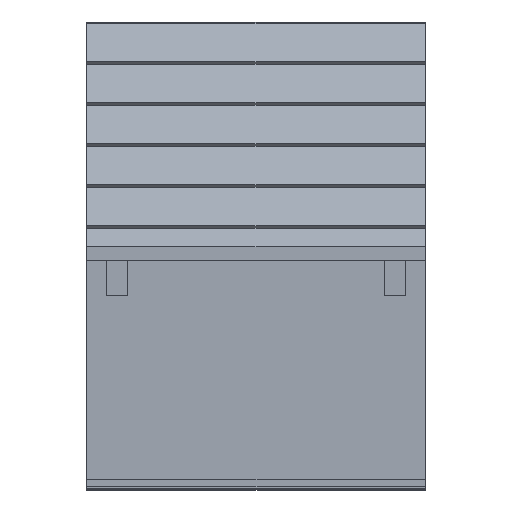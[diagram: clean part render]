
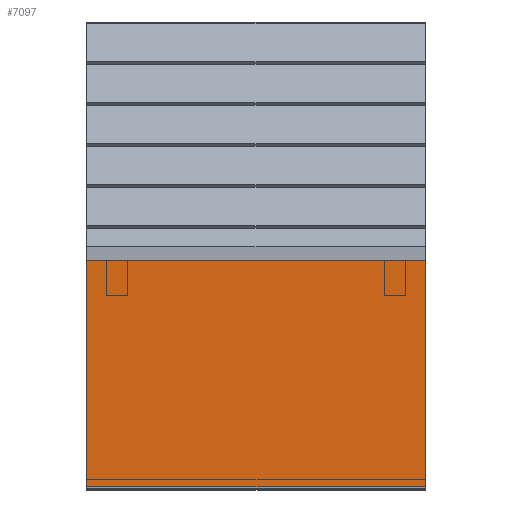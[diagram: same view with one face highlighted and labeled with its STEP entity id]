
A CAD part, top view. The second image highlights one B-rep face of the part: STEP entity #7097.
In plain terms, the highlighted planar face has unit normal (0, 0, 1).
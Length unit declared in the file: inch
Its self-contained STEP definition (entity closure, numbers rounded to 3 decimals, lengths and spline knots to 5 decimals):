
#44 = LINE ( 'NONE', #130, #5074 ) ;
#130 = CARTESIAN_POINT ( 'NONE',  ( 21.875, -9.06819, 96.53323 ) ) ;
#331 = VECTOR ( 'NONE', #5737, 39.37008 ) ;
#347 = CIRCLE ( 'NONE', #3730, 0.125 ) ;
#413 = ORIENTED_EDGE ( 'NONE', *, *, #7620, .T. ) ;
#871 = DIRECTION ( 'NONE',  ( 0., 1., 0. ) ) ;
#1372 = CARTESIAN_POINT ( 'NONE',  ( -2., 6.99431, 96.53323 ) ) ;
#1375 = VECTOR ( 'NONE', #5572, 39.37008 ) ;
#1835 = CARTESIAN_POINT ( 'NONE',  ( 21.875, 6.86931, 96.53323 ) ) ;
#1895 = DIRECTION ( 'NONE',  ( 0., 0., -1. ) ) ;
#1989 = PLANE ( 'NONE',  #2266 ) ;
#2266 = AXIS2_PLACEMENT_3D ( 'NONE', #4796, #8398, #7825 ) ;
#2373 = EDGE_CURVE ( 'NONE', #3294, #2414, #347, .T. ) ;
#2414 = VERTEX_POINT ( 'NONE', #1372 ) ;
#2568 = EDGE_CURVE ( 'NONE', #5320, #2657, #44, .T. ) ;
#2657 = VERTEX_POINT ( 'NONE', #1835 ) ;
#2752 = LINE ( 'NONE', #3011, #1375 ) ;
#2916 = CARTESIAN_POINT ( 'NONE',  ( -2.125, -9.06819, 96.53323 ) ) ;
#3011 = CARTESIAN_POINT ( 'NONE',  ( -2.125, 6.99431, 96.53323 ) ) ;
#3294 = VERTEX_POINT ( 'NONE', #8143 ) ;
#3614 = EDGE_CURVE ( 'NONE', #4457, #5320, #7853, .T. ) ;
#3730 = AXIS2_PLACEMENT_3D ( 'NONE', #4186, #1895, #6183 ) ;
#3959 = ORIENTED_EDGE ( 'NONE', *, *, #2373, .F. ) ;
#4024 = EDGE_CURVE ( 'NONE', #3294, #4457, #4382, .T. ) ;
#4066 = EDGE_LOOP ( 'NONE', ( #4817, #4359, #5361, #7832, #413, #3959 ) ) ;
#4186 = CARTESIAN_POINT ( 'NONE',  ( -2., 6.86931, 96.53323 ) ) ;
#4359 = ORIENTED_EDGE ( 'NONE', *, *, #3614, .T. ) ;
#4382 = LINE ( 'NONE', #7887, #9086 ) ;
#4457 = VERTEX_POINT ( 'NONE', #8623 ) ;
#4661 = DIRECTION ( 'NONE',  ( -1., 0., 0. ) ) ;
#4796 = CARTESIAN_POINT ( 'NONE',  ( -2.125, -9.06819, 96.53323 ) ) ;
#4817 = ORIENTED_EDGE ( 'NONE', *, *, #4024, .T. ) ;
#5074 = VECTOR ( 'NONE', #871, 39.37008 ) ;
#5151 = CARTESIAN_POINT ( 'NONE',  ( 21.75, 6.99431, 96.53323 ) ) ;
#5320 = VERTEX_POINT ( 'NONE', #7705 ) ;
#5361 = ORIENTED_EDGE ( 'NONE', *, *, #2568, .T. ) ;
#5572 = DIRECTION ( 'NONE',  ( -1., 0., 0. ) ) ;
#5737 = DIRECTION ( 'NONE',  ( 1., 0., 0. ) ) ;
#6183 = DIRECTION ( 'NONE',  ( -1., 0., 0. ) ) ;
#6246 = VERTEX_POINT ( 'NONE', #5151 ) ;
#7097 = ADVANCED_FACE ( 'NONE', ( #8987 ), #1989, .F. ) ;
#7198 = DIRECTION ( 'NONE',  ( 0., -1., 0. ) ) ;
#7399 = AXIS2_PLACEMENT_3D ( 'NONE', #8991, #7468, #4661 ) ;
#7468 = DIRECTION ( 'NONE',  ( 0., 0., -1. ) ) ;
#7572 = CIRCLE ( 'NONE', #7399, 0.125 ) ;
#7620 = EDGE_CURVE ( 'NONE', #6246, #2414, #2752, .T. ) ;
#7705 = CARTESIAN_POINT ( 'NONE',  ( 21.875, -9.06819, 96.53323 ) ) ;
#7825 = DIRECTION ( 'NONE',  ( -1., 0., 0. ) ) ;
#7832 = ORIENTED_EDGE ( 'NONE', *, *, #8214, .F. ) ;
#7853 = LINE ( 'NONE', #2916, #331 ) ;
#7887 = CARTESIAN_POINT ( 'NONE',  ( -2.125, -9.06819, 96.53323 ) ) ;
#8143 = CARTESIAN_POINT ( 'NONE',  ( -2.125, 6.86931, 96.53323 ) ) ;
#8214 = EDGE_CURVE ( 'NONE', #6246, #2657, #7572, .T. ) ;
#8398 = DIRECTION ( 'NONE',  ( 0., 0., -1. ) ) ;
#8623 = CARTESIAN_POINT ( 'NONE',  ( -2.125, -9.06819, 96.53323 ) ) ;
#8987 = FACE_OUTER_BOUND ( 'NONE', #4066, .T. ) ;
#8991 = CARTESIAN_POINT ( 'NONE',  ( 21.75, 6.86931, 96.53323 ) ) ;
#9086 = VECTOR ( 'NONE', #7198, 39.37008 ) ;
